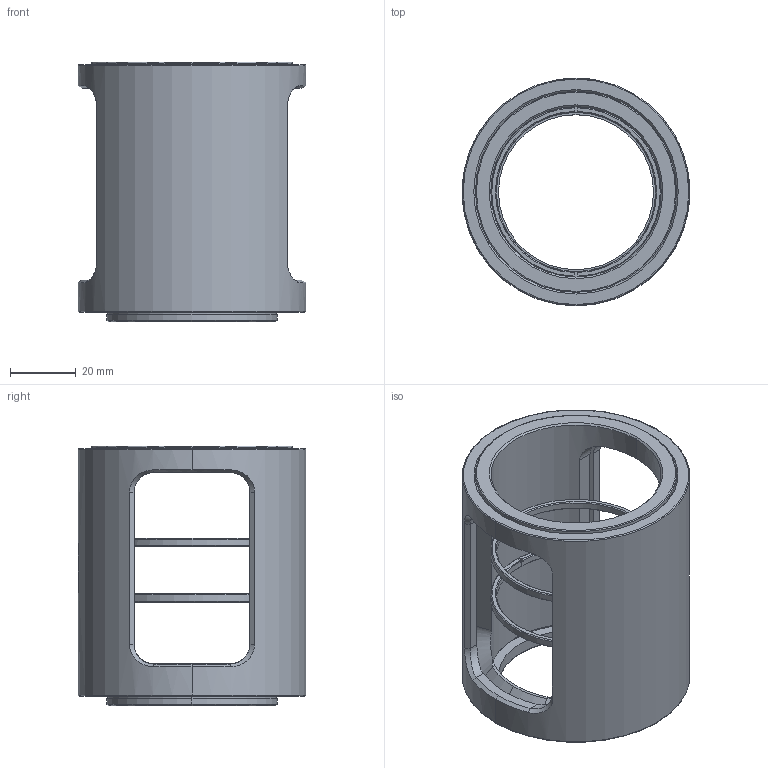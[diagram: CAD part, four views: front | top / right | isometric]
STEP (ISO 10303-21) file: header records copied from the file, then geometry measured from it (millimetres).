
FILE_DESCRIPTION (( 'STEP AP203' ), '1' );
FILE_NAME ('CSSM2-75D.STEP', '2025-06-18T06:09:15', ( '' ), ( '' ), 'SwSTEP 2.0', 'SolidWorks 2020', '' );
FILE_SCHEMA (( 'CONFIG_CONTROL_DESIGN' ));
Length unit declared in the file: millimetre
Products named in the file (1): CSSM2-75D
Bounding box: 69 x 69 x 78.8 mm (x, y, z)
Volume: 83797.2 mm3; surface area: 49252.6 mm2
Topology: 4 solids, 4 shells, 464 faces, 1254 edges, 814 vertices
Faces by surface type: bspline 250, plane 96, cylinder 64, cone 40, torus 14
Entity records: 29569 total; most frequent: CARTESIAN_POINT 20045, ORIENTED_EDGE 2508, EDGE_CURVE 1254, DIRECTION 1051, B_SPLINE_CURVE_WITH_KNOTS 833, VERTEX_POINT 814, EDGE_LOOP 496, ADVANCED_FACE 464
